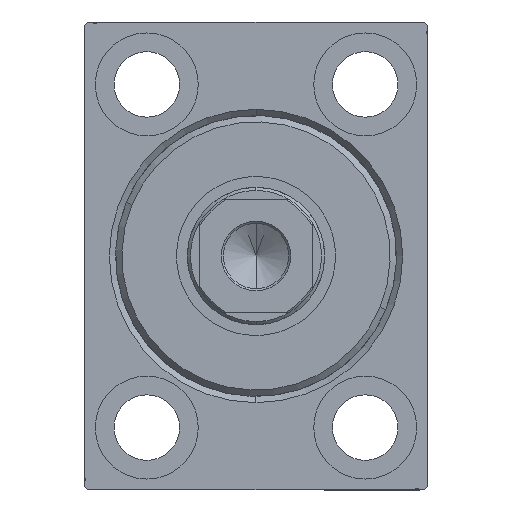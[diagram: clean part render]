
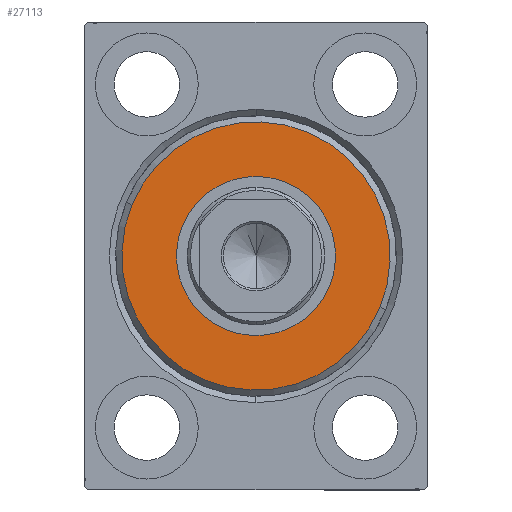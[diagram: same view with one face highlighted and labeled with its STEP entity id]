
A CAD part, left-side view. The second image highlights one B-rep face of the part: STEP entity #27113.
In plain terms, the highlighted face is planar.
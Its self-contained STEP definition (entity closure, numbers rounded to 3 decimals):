
#538 = VERTEX_POINT ( 'NONE', #36220 ) ;
#2146 = CIRCLE ( 'NONE', #35130, 21.5 ) ;
#2564 = DIRECTION ( 'NONE',  ( 0., 0., -1. ) ) ;
#4660 = CIRCLE ( 'NONE', #28309, 12.75 ) ;
#5252 = AXIS2_PLACEMENT_3D ( 'NONE', #40237, #23170, #33721 ) ;
#5993 = ORIENTED_EDGE ( 'NONE', *, *, #20009, .T. ) ;
#6488 = AXIS2_PLACEMENT_3D ( 'NONE', #10769, #14359, #7629 ) ;
#6758 = EDGE_CURVE ( 'NONE', #11817, #38256, #43795, .T. ) ;
#6936 = CARTESIAN_POINT ( 'NONE',  ( 3., 0., 12.75 ) ) ;
#7629 = DIRECTION ( 'NONE',  ( 0., 0., -1. ) ) ;
#9066 = CARTESIAN_POINT ( 'NONE',  ( 3., 0., -12.75 ) ) ;
#9279 = PLANE ( 'NONE',  #25411 ) ;
#10769 = CARTESIAN_POINT ( 'NONE',  ( 3., 0., 0. ) ) ;
#11397 = CARTESIAN_POINT ( 'NONE',  ( 3., 0., 21.5 ) ) ;
#11817 = VERTEX_POINT ( 'NONE', #6936 ) ;
#12649 = DIRECTION ( 'NONE',  ( 1., 0., 0. ) ) ;
#14359 = DIRECTION ( 'NONE',  ( -1., 0., 0. ) ) ;
#19423 = CARTESIAN_POINT ( 'NONE',  ( 3., 0., 0. ) ) ;
#20009 = EDGE_CURVE ( 'NONE', #538, #40040, #33252, .T. ) ;
#23170 = DIRECTION ( 'NONE',  ( 1., 0., 0. ) ) ;
#23359 = ORIENTED_EDGE ( 'NONE', *, *, #34172, .T. ) ;
#23590 = ORIENTED_EDGE ( 'NONE', *, *, #24458, .T. ) ;
#24458 = EDGE_CURVE ( 'NONE', #38256, #11817, #4660, .T. ) ;
#25411 = AXIS2_PLACEMENT_3D ( 'NONE', #26591, #12649, #2564 ) ;
#26591 = CARTESIAN_POINT ( 'NONE',  ( 3., 0., 0. ) ) ;
#27113 = ADVANCED_FACE ( 'NONE', ( #33550, #40060 ), #9279, .T. ) ;
#28309 = AXIS2_PLACEMENT_3D ( 'NONE', #19423, #43667, #40317 ) ;
#28907 = DIRECTION ( 'NONE',  ( 1., 0., 0. ) ) ;
#30681 = ORIENTED_EDGE ( 'NONE', *, *, #6758, .T. ) ;
#31208 = EDGE_LOOP ( 'NONE', ( #23359, #5993 ) ) ;
#33252 = CIRCLE ( 'NONE', #5252, 21.5 ) ;
#33550 = FACE_OUTER_BOUND ( 'NONE', #31208, .T. ) ;
#33721 = DIRECTION ( 'NONE',  ( 0., 0., -1. ) ) ;
#34172 = EDGE_CURVE ( 'NONE', #40040, #538, #2146, .T. ) ;
#35130 = AXIS2_PLACEMENT_3D ( 'NONE', #38190, #28907, #42612 ) ;
#36220 = CARTESIAN_POINT ( 'NONE',  ( 3., 0., -21.5 ) ) ;
#38190 = CARTESIAN_POINT ( 'NONE',  ( 3., 0., 0. ) ) ;
#38256 = VERTEX_POINT ( 'NONE', #9066 ) ;
#40040 = VERTEX_POINT ( 'NONE', #11397 ) ;
#40060 = FACE_BOUND ( 'NONE', #43974, .T. ) ;
#40237 = CARTESIAN_POINT ( 'NONE',  ( 3., 0., 0. ) ) ;
#40317 = DIRECTION ( 'NONE',  ( 0., 0., -1. ) ) ;
#42612 = DIRECTION ( 'NONE',  ( 0., 0., -1. ) ) ;
#43667 = DIRECTION ( 'NONE',  ( -1., 0., 0. ) ) ;
#43795 = CIRCLE ( 'NONE', #6488, 12.75 ) ;
#43974 = EDGE_LOOP ( 'NONE', ( #30681, #23590 ) ) ;
